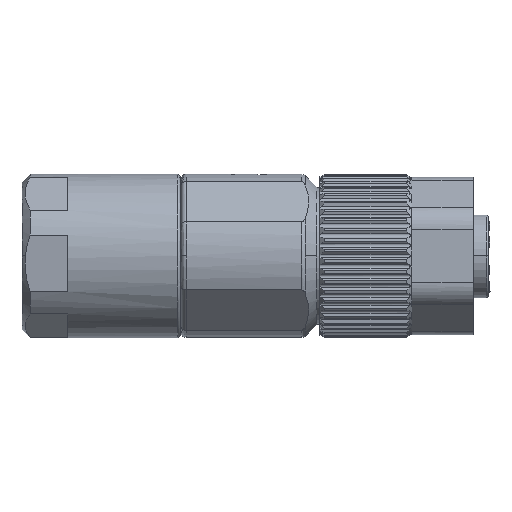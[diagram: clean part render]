
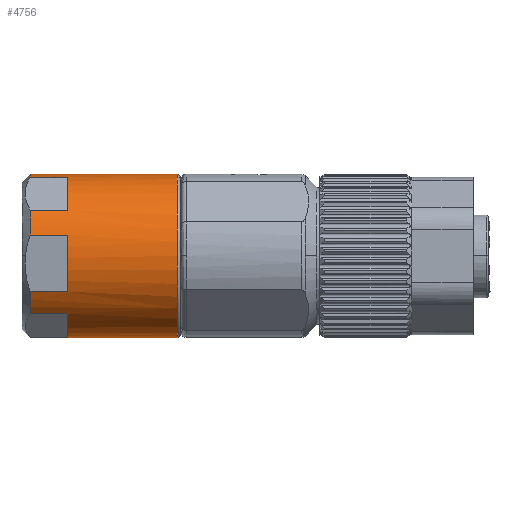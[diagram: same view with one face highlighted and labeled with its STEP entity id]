
A CAD part, top view. The second image highlights one B-rep face of the part: STEP entity #4756.
In plain terms, the highlighted cylindrical face has radius 8 mm (diameter 16 mm), a partial arc.
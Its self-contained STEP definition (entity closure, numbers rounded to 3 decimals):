
#510 = DIRECTION ( 'NONE',  ( 0., 1., 0. ) ) ;
#1175 = CARTESIAN_POINT ( 'NONE',  ( -33.667, -8., 0. ) ) ;
#1672 = VERTEX_POINT ( 'NONE', #6485 ) ;
#1746 = CIRCLE ( 'NONE', #62112, 8. ) ;
#2067 = ORIENTED_EDGE ( 'NONE', *, *, #22936, .T. ) ;
#2392 = VERTEX_POINT ( 'NONE', #1175 ) ;
#2756 = CARTESIAN_POINT ( 'NONE',  ( -33.667, 8., 0. ) ) ;
#2778 = CIRCLE ( 'NONE', #61564, 8. ) ;
#3488 = AXIS2_PLACEMENT_3D ( 'NONE', #75521, #38345, #510 ) ;
#4486 = CARTESIAN_POINT ( 'NONE',  ( -48.067, 7.718, 2.106 ) ) ;
#4756 = ADVANCED_FACE ( 'NONE', ( #60095 ), #10000, .T. ) ;
#5234 = EDGE_CURVE ( 'NONE', #75015, #29636, #69897, .T. ) ;
#5857 = CIRCLE ( 'NONE', #30836, 8. ) ;
#6354 = AXIS2_PLACEMENT_3D ( 'NONE', #47381, #28620, #53603 ) ;
#6485 = CARTESIAN_POINT ( 'NONE',  ( -48.067, -8., 0. ) ) ;
#6946 = ORIENTED_EDGE ( 'NONE', *, *, #62779, .T. ) ;
#7184 = EDGE_CURVE ( 'NONE', #2392, #29636, #78403, .T. ) ;
#7382 = CARTESIAN_POINT ( 'NONE',  ( -33.367, 7.718, 2.106 ) ) ;
#8639 = ORIENTED_EDGE ( 'NONE', *, *, #62494, .T. ) ;
#9293 = VERTEX_POINT ( 'NONE', #57196 ) ;
#9540 = EDGE_CURVE ( 'NONE', #27114, #26709, #71465, .T. ) ;
#9780 = CARTESIAN_POINT ( 'NONE',  ( -44.367, -7.98, 0.56 ) ) ;
#10000 = CYLINDRICAL_SURFACE ( 'NONE', #6354, 8. ) ;
#13802 = LINE ( 'NONE', #7382, #61853 ) ;
#15082 = VERTEX_POINT ( 'NONE', #9780 ) ;
#15089 = DIRECTION ( 'NONE',  ( 1., 0., 0. ) ) ;
#15364 = CARTESIAN_POINT ( 'NONE',  ( -33.367, 8., 0. ) ) ;
#15643 = CARTESIAN_POINT ( 'NONE',  ( -33.367, -7.98, 0.56 ) ) ;
#16805 = CIRCLE ( 'NONE', #25841, 8. ) ;
#16853 = CARTESIAN_POINT ( 'NONE',  ( -33.367, -8., 0. ) ) ;
#17399 = EDGE_CURVE ( 'NONE', #15082, #30481, #78929, .T. ) ;
#19849 = CARTESIAN_POINT ( 'NONE',  ( -33.367, -3.505, 7.191 ) ) ;
#20144 = DIRECTION ( 'NONE',  ( 1., 0., 0. ) ) ;
#20219 = VERTEX_POINT ( 'NONE', #33040 ) ;
#21177 = CARTESIAN_POINT ( 'NONE',  ( -33.367, 2.036, 7.737 ) ) ;
#21670 = CIRCLE ( 'NONE', #26939, 8. ) ;
#21972 = DIRECTION ( 'NONE',  ( -1., 0., 0. ) ) ;
#22200 = AXIS2_PLACEMENT_3D ( 'NONE', #61459, #23952, #67686 ) ;
#22429 = CARTESIAN_POINT ( 'NONE',  ( -33.367, 4.475, 6.631 ) ) ;
#22694 = DIRECTION ( 'NONE',  ( -1., 0., 0. ) ) ;
#22936 = EDGE_CURVE ( 'NONE', #1672, #2392, #27999, .T. ) ;
#23455 = CARTESIAN_POINT ( 'NONE',  ( -33.367, -5.682, 5.631 ) ) ;
#23952 = DIRECTION ( 'NONE',  ( 1., 0., 0. ) ) ;
#25841 = AXIS2_PLACEMENT_3D ( 'NONE', #31153, #74718, #37503 ) ;
#26709 = VERTEX_POINT ( 'NONE', #63023 ) ;
#26939 = AXIS2_PLACEMENT_3D ( 'NONE', #30387, #73970, #36733 ) ;
#26968 = DIRECTION ( 'NONE',  ( 1., 0., 0. ) ) ;
#27114 = VERTEX_POINT ( 'NONE', #72178 ) ;
#27793 = DIRECTION ( 'NONE',  ( 1., 0., 0. ) ) ;
#27999 = LINE ( 'NONE', #16853, #38843 ) ;
#28143 = DIRECTION ( 'NONE',  ( 1., 0., 0. ) ) ;
#28620 = DIRECTION ( 'NONE',  ( 1., 0., 0. ) ) ;
#29081 = AXIS2_PLACEMENT_3D ( 'NONE', #65580, #28143, #71779 ) ;
#29266 = VECTOR ( 'NONE', #21972, 1000. ) ;
#29636 = VERTEX_POINT ( 'NONE', #2756 ) ;
#29794 = DIRECTION ( 'NONE',  ( 1., 0., 0. ) ) ;
#30194 = DIRECTION ( 'NONE',  ( 1., 0., 0. ) ) ;
#30387 = CARTESIAN_POINT ( 'NONE',  ( -48.067, 0., 0. ) ) ;
#30481 = VERTEX_POINT ( 'NONE', #72751 ) ;
#30836 = AXIS2_PLACEMENT_3D ( 'NONE', #64446, #26968, #70649 ) ;
#31153 = CARTESIAN_POINT ( 'NONE',  ( -44.367, 0., 0. ) ) ;
#32982 = CARTESIAN_POINT ( 'NONE',  ( -48.067, 4.475, 6.631 ) ) ;
#33040 = CARTESIAN_POINT ( 'NONE',  ( -44.367, 7.718, 2.106 ) ) ;
#35794 = EDGE_CURVE ( 'NONE', #73238, #69442, #58499, .T. ) ;
#36148 = VERTEX_POINT ( 'NONE', #74054 ) ;
#36733 = DIRECTION ( 'NONE',  ( 0., 1., 0. ) ) ;
#36786 = VECTOR ( 'NONE', #59256, 1000. ) ;
#36832 = EDGE_CURVE ( 'NONE', #36148, #27114, #79611, .T. ) ;
#37503 = DIRECTION ( 'NONE',  ( 0., 1., 0. ) ) ;
#38345 = DIRECTION ( 'NONE',  ( -1., 0., 0. ) ) ;
#38843 = VECTOR ( 'NONE', #15089, 1000. ) ;
#40711 = EDGE_CURVE ( 'NONE', #30481, #1672, #5857, .T. ) ;
#41621 = VECTOR ( 'NONE', #29794, 1000. ) ;
#43713 = ORIENTED_EDGE ( 'NONE', *, *, #64457, .T. ) ;
#43946 = CARTESIAN_POINT ( 'NONE',  ( -48.067, 2.036, 7.737 ) ) ;
#44355 = VECTOR ( 'NONE', #22694, 1000. ) ;
#46367 = LINE ( 'NONE', #22429, #44355 ) ;
#47252 = EDGE_CURVE ( 'NONE', #26709, #9293, #58170, .T. ) ;
#47381 = CARTESIAN_POINT ( 'NONE',  ( -33.367, 0., 0. ) ) ;
#48179 = EDGE_CURVE ( 'NONE', #20219, #54118, #16805, .T. ) ;
#48294 = CIRCLE ( 'NONE', #22200, 8. ) ;
#48849 = ORIENTED_EDGE ( 'NONE', *, *, #40711, .T. ) ;
#52674 = ORIENTED_EDGE ( 'NONE', *, *, #47252, .T. ) ;
#53603 = DIRECTION ( 'NONE',  ( 0., 1., 0. ) ) ;
#54118 = VERTEX_POINT ( 'NONE', #56916 ) ;
#55324 = ORIENTED_EDGE ( 'NONE', *, *, #48179, .T. ) ;
#55472 = ORIENTED_EDGE ( 'NONE', *, *, #17399, .T. ) ;
#55866 = ORIENTED_EDGE ( 'NONE', *, *, #5234, .F. ) ;
#55981 = ORIENTED_EDGE ( 'NONE', *, *, #36832, .T. ) ;
#56916 = CARTESIAN_POINT ( 'NONE',  ( -44.367, 4.475, 6.631 ) ) ;
#57196 = CARTESIAN_POINT ( 'NONE',  ( -44.367, -5.682, 5.631 ) ) ;
#57772 = ORIENTED_EDGE ( 'NONE', *, *, #9540, .T. ) ;
#58170 = LINE ( 'NONE', #23455, #41621 ) ;
#58499 = LINE ( 'NONE', #21177, #74904 ) ;
#58734 = DIRECTION ( 'NONE',  ( 1., 0., 0. ) ) ;
#59256 = DIRECTION ( 'NONE',  ( 1., 0., 0. ) ) ;
#59986 = CARTESIAN_POINT ( 'NONE',  ( -48.067, 8., 0. ) ) ;
#60095 = FACE_OUTER_BOUND ( 'NONE', #71860, .T. ) ;
#61459 = CARTESIAN_POINT ( 'NONE',  ( -48.067, 0., 0. ) ) ;
#61564 = AXIS2_PLACEMENT_3D ( 'NONE', #67585, #30194, #73770 ) ;
#61853 = VECTOR ( 'NONE', #20144, 1000. ) ;
#62112 = AXIS2_PLACEMENT_3D ( 'NONE', #65237, #27793, #71436 ) ;
#62494 = EDGE_CURVE ( 'NONE', #67897, #20219, #13802, .T. ) ;
#62779 = EDGE_CURVE ( 'NONE', #70647, #73238, #48294, .T. ) ;
#63023 = CARTESIAN_POINT ( 'NONE',  ( -48.067, -5.682, 5.631 ) ) ;
#63207 = VECTOR ( 'NONE', #63912, 1000. ) ;
#63912 = DIRECTION ( 'NONE',  ( -1., 0., 0. ) ) ;
#64446 = CARTESIAN_POINT ( 'NONE',  ( -48.067, 0., 0. ) ) ;
#64457 = EDGE_CURVE ( 'NONE', #9293, #15082, #1746, .T. ) ;
#65237 = CARTESIAN_POINT ( 'NONE',  ( -44.367, 0., 0. ) ) ;
#65580 = CARTESIAN_POINT ( 'NONE',  ( -48.067, 0., 0. ) ) ;
#66185 = ORIENTED_EDGE ( 'NONE', *, *, #7184, .T. ) ;
#67585 = CARTESIAN_POINT ( 'NONE',  ( -44.367, 0., 0. ) ) ;
#67686 = DIRECTION ( 'NONE',  ( 0., 1., 0. ) ) ;
#67897 = VERTEX_POINT ( 'NONE', #4486 ) ;
#69442 = VERTEX_POINT ( 'NONE', #79852 ) ;
#69897 = LINE ( 'NONE', #15364, #36786 ) ;
#70647 = VERTEX_POINT ( 'NONE', #32982 ) ;
#70649 = DIRECTION ( 'NONE',  ( 0., 1., 0. ) ) ;
#71436 = DIRECTION ( 'NONE',  ( 0., 1., 0. ) ) ;
#71465 = CIRCLE ( 'NONE', #29081, 8. ) ;
#71680 = ORIENTED_EDGE ( 'NONE', *, *, #35794, .T. ) ;
#71779 = DIRECTION ( 'NONE',  ( 0., 1., 0. ) ) ;
#71860 = EDGE_LOOP ( 'NONE', ( #48849, #2067, #66185, #55866, #77838, #8639, #55324, #75186, #6946, #71680, #75955, #55981, #57772, #52674, #43713, #55472 ) ) ;
#72178 = CARTESIAN_POINT ( 'NONE',  ( -48.067, -3.505, 7.191 ) ) ;
#72751 = CARTESIAN_POINT ( 'NONE',  ( -48.067, -7.98, 0.56 ) ) ;
#73238 = VERTEX_POINT ( 'NONE', #43946 ) ;
#73770 = DIRECTION ( 'NONE',  ( 0., 1., 0. ) ) ;
#73970 = DIRECTION ( 'NONE',  ( 1., 0., 0. ) ) ;
#74054 = CARTESIAN_POINT ( 'NONE',  ( -44.367, -3.505, 7.191 ) ) ;
#74718 = DIRECTION ( 'NONE',  ( 1., 0., 0. ) ) ;
#74904 = VECTOR ( 'NONE', #58734, 1000. ) ;
#75015 = VERTEX_POINT ( 'NONE', #59986 ) ;
#75186 = ORIENTED_EDGE ( 'NONE', *, *, #75996, .T. ) ;
#75521 = CARTESIAN_POINT ( 'NONE',  ( -33.667, 0., 0. ) ) ;
#75955 = ORIENTED_EDGE ( 'NONE', *, *, #77098, .T. ) ;
#75996 = EDGE_CURVE ( 'NONE', #54118, #70647, #46367, .T. ) ;
#76217 = EDGE_CURVE ( 'NONE', #75015, #67897, #21670, .T. ) ;
#77098 = EDGE_CURVE ( 'NONE', #69442, #36148, #2778, .T. ) ;
#77838 = ORIENTED_EDGE ( 'NONE', *, *, #76217, .T. ) ;
#78403 = CIRCLE ( 'NONE', #3488, 8. ) ;
#78929 = LINE ( 'NONE', #15643, #29266 ) ;
#79611 = LINE ( 'NONE', #19849, #63207 ) ;
#79852 = CARTESIAN_POINT ( 'NONE',  ( -44.367, 2.036, 7.737 ) ) ;
